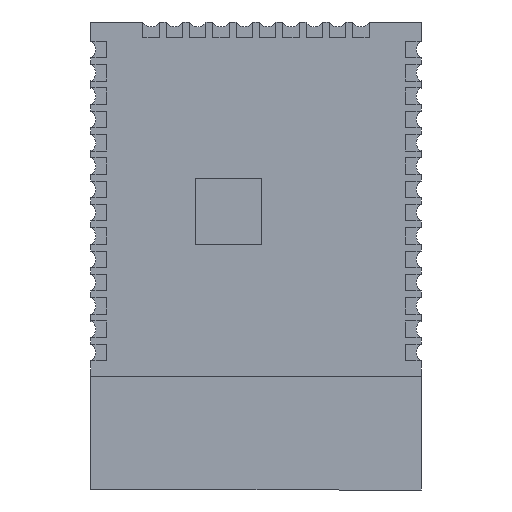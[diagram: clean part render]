
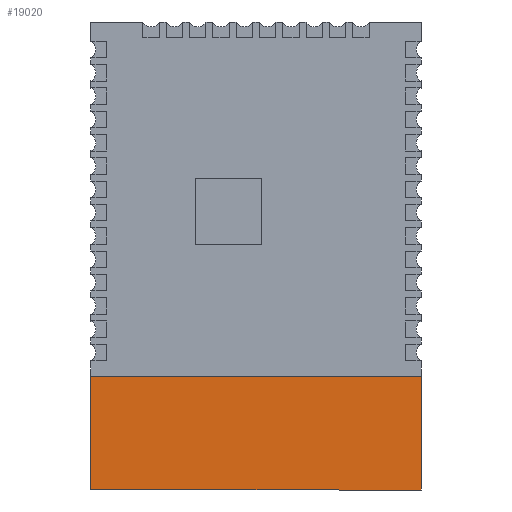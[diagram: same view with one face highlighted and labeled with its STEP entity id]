
A CAD part, front view. The second image highlights one B-rep face of the part: STEP entity #19020.
In plain terms, the highlighted planar face has unit normal (0, -1, 0).
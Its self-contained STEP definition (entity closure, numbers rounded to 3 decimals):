
#29 = VECTOR ( 'NONE', #5989, 1000. ) ;
#354 = DIRECTION ( 'NONE',  ( 0., -1., 0. ) ) ;
#627 = CARTESIAN_POINT ( 'NONE',  ( -9., 0.01, -6.55 ) ) ;
#948 = VERTEX_POINT ( 'NONE', #7849 ) ;
#949 = LINE ( 'NONE', #5839, #15273 ) ;
#1247 = CARTESIAN_POINT ( 'NONE',  ( -9., 0.01, -12.75 ) ) ;
#1498 = LINE ( 'NONE', #5800, #20082 ) ;
#1811 = CARTESIAN_POINT ( 'NONE',  ( 0., 0.01, 0. ) ) ;
#2016 = DIRECTION ( 'NONE',  ( 0., 0., -1. ) ) ;
#2740 = CARTESIAN_POINT ( 'NONE',  ( -9., 0.01, -6.55 ) ) ;
#5800 = CARTESIAN_POINT ( 'NONE',  ( -9., 0.01, -12.75 ) ) ;
#5839 = CARTESIAN_POINT ( 'NONE',  ( 9., 0.01, -12.75 ) ) ;
#5989 = DIRECTION ( 'NONE',  ( -1., 0., 0. ) ) ;
#6713 = AXIS2_PLACEMENT_3D ( 'NONE', #1811, #354, #2016 ) ;
#7354 = VECTOR ( 'NONE', #10402, 1000. ) ;
#7458 = ORIENTED_EDGE ( 'NONE', *, *, #16985, .T. ) ;
#7849 = CARTESIAN_POINT ( 'NONE',  ( 9., 0.01, -6.55 ) ) ;
#8672 = CARTESIAN_POINT ( 'NONE',  ( 9., 0.01, -12.75 ) ) ;
#8955 = CARTESIAN_POINT ( 'NONE',  ( 9., 0.01, -6.55 ) ) ;
#9536 = ORIENTED_EDGE ( 'NONE', *, *, #14796, .T. ) ;
#10402 = DIRECTION ( 'NONE',  ( 0., 0., -1. ) ) ;
#11750 = PLANE ( 'NONE',  #6713 ) ;
#12095 = VERTEX_POINT ( 'NONE', #1247 ) ;
#13250 = EDGE_CURVE ( 'NONE', #948, #19183, #18081, .T. ) ;
#13786 = DIRECTION ( 'NONE',  ( 1., 0., 0. ) ) ;
#13870 = LINE ( 'NONE', #2740, #7354 ) ;
#14796 = EDGE_CURVE ( 'NONE', #19183, #12095, #13870, .T. ) ;
#14878 = ORIENTED_EDGE ( 'NONE', *, *, #19550, .T. ) ;
#15273 = VECTOR ( 'NONE', #18706, 1000. ) ;
#15892 = FACE_OUTER_BOUND ( 'NONE', #15974, .T. ) ;
#15974 = EDGE_LOOP ( 'NONE', ( #7458, #14878, #19625, #9536 ) ) ;
#16921 = VERTEX_POINT ( 'NONE', #8672 ) ;
#16985 = EDGE_CURVE ( 'NONE', #12095, #16921, #1498, .T. ) ;
#18081 = LINE ( 'NONE', #8955, #29 ) ;
#18706 = DIRECTION ( 'NONE',  ( 0., 0., 1. ) ) ;
#19020 = ADVANCED_FACE ( 'NONE', ( #15892 ), #11750, .T. ) ;
#19183 = VERTEX_POINT ( 'NONE', #627 ) ;
#19550 = EDGE_CURVE ( 'NONE', #16921, #948, #949, .T. ) ;
#19625 = ORIENTED_EDGE ( 'NONE', *, *, #13250, .T. ) ;
#20082 = VECTOR ( 'NONE', #13786, 1000. ) ;
